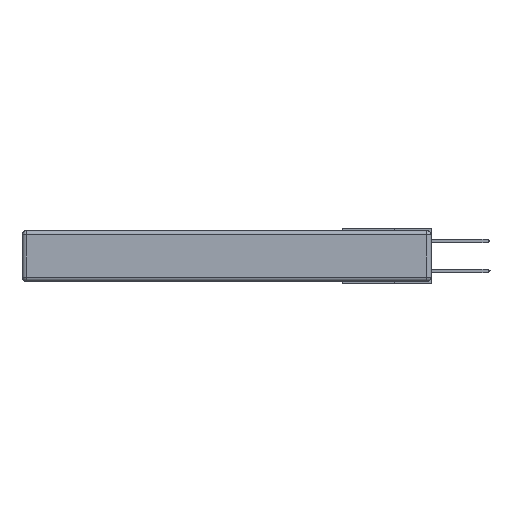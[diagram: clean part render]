
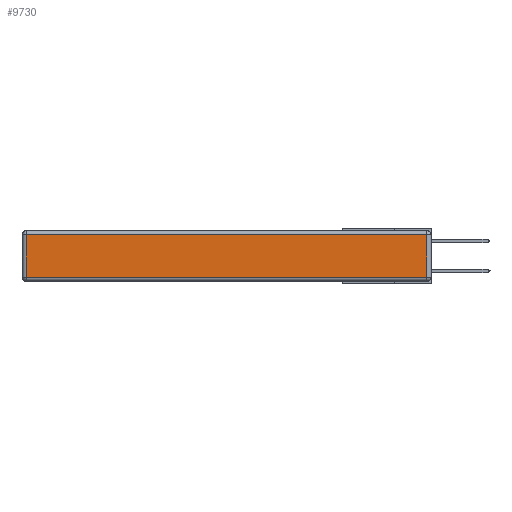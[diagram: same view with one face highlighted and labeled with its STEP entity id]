
A CAD part, left-side view. The second image highlights one B-rep face of the part: STEP entity #9730.
In plain terms, the highlighted planar face has unit normal (-1, 0, 0).
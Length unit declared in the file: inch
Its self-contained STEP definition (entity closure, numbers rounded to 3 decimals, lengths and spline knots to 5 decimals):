
#124 = EDGE_CURVE ( 'NONE', #2127, #7332, #2847, .T. ) ;
#494 = DIRECTION ( 'NONE',  ( 0., 0., 1. ) ) ;
#662 = DIRECTION ( 'NONE',  ( 0., 1., 0. ) ) ;
#688 = VECTOR ( 'NONE', #662, 39.37008 ) ;
#1278 = EDGE_LOOP ( 'NONE', ( #17780, #19658, #12668, #21563 ) ) ;
#2127 = VERTEX_POINT ( 'NONE', #5393 ) ;
#2847 = LINE ( 'NONE', #3553, #688 ) ;
#2872 = CARTESIAN_POINT ( 'NONE',  ( 0., 2.72, -0.313 ) ) ;
#3183 = VERTEX_POINT ( 'NONE', #2872 ) ;
#3525 = CARTESIAN_POINT ( 'NONE',  ( 0., 2.72, -0.03 ) ) ;
#3553 = CARTESIAN_POINT ( 'NONE',  ( 0., 2.75, -0.03 ) ) ;
#4688 = LINE ( 'NONE', #13125, #17710 ) ;
#4983 = EDGE_CURVE ( 'NONE', #12851, #2127, #5338, .T. ) ;
#5267 = FACE_OUTER_BOUND ( 'NONE', #1278, .T. ) ;
#5338 = LINE ( 'NONE', #22238, #23874 ) ;
#5393 = CARTESIAN_POINT ( 'NONE',  ( 0., 0.03, -0.03 ) ) ;
#6042 = DIRECTION ( 'NONE',  ( 0., -1., 0. ) ) ;
#6706 = DIRECTION ( 'NONE',  ( 0., 0., 1. ) ) ;
#6794 = CARTESIAN_POINT ( 'NONE',  ( 0., 0.03, -0.313 ) ) ;
#7332 = VERTEX_POINT ( 'NONE', #3525 ) ;
#8337 = CARTESIAN_POINT ( 'NONE',  ( 0., 0., -0.313 ) ) ;
#9730 = ADVANCED_FACE ( 'NONE', ( #5267 ), #22399, .T. ) ;
#12342 = EDGE_CURVE ( 'NONE', #3183, #12851, #25240, .T. ) ;
#12668 = ORIENTED_EDGE ( 'NONE', *, *, #124, .T. ) ;
#12851 = VERTEX_POINT ( 'NONE', #6794 ) ;
#12878 = VECTOR ( 'NONE', #6042, 39.37008 ) ;
#13125 = CARTESIAN_POINT ( 'NONE',  ( 0., 2.72, -0.343 ) ) ;
#14617 = CARTESIAN_POINT ( 'NONE',  ( 0., 0., -0.343 ) ) ;
#16706 = DIRECTION ( 'NONE',  ( -1., 0., 0. ) ) ;
#16754 = AXIS2_PLACEMENT_3D ( 'NONE', #14617, #16706, #6706 ) ;
#17710 = VECTOR ( 'NONE', #25103, 39.37008 ) ;
#17780 = ORIENTED_EDGE ( 'NONE', *, *, #12342, .T. ) ;
#19658 = ORIENTED_EDGE ( 'NONE', *, *, #4983, .T. ) ;
#21563 = ORIENTED_EDGE ( 'NONE', *, *, #24622, .T. ) ;
#22238 = CARTESIAN_POINT ( 'NONE',  ( 0., 0.03, -0.343 ) ) ;
#22399 = PLANE ( 'NONE',  #16754 ) ;
#23874 = VECTOR ( 'NONE', #494, 39.37008 ) ;
#24622 = EDGE_CURVE ( 'NONE', #7332, #3183, #4688, .T. ) ;
#25103 = DIRECTION ( 'NONE',  ( 0., 0., -1. ) ) ;
#25240 = LINE ( 'NONE', #8337, #12878 ) ;
